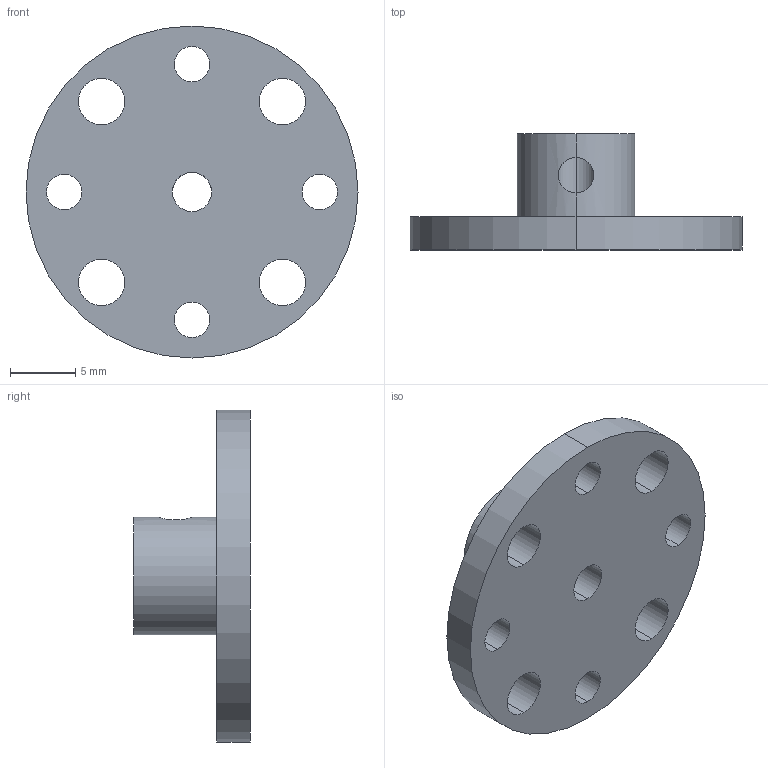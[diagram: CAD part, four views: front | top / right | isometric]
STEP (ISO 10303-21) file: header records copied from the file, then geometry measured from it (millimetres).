
FILE_DESCRIPTION (( 'STEP AP203' ), '1' );
FILE_NAME ('545348.STEP', '2014-07-10T18:20:09', ( 'Kyle' ), ( 'Microsoft' ), 'SwSTEP 2.0', 'SolidWorks 2014', '' );
FILE_SCHEMA (( 'CONFIG_CONTROL_DESIGN' ));
Length unit declared in the file: inch
Products named in the file (1): 545348
Bounding box: 25.39 x 8.89 x 25.39 mm (x, y, z)
Volume: 1450.1 mm3; surface area: 1554.4 mm2
Topology: 1 solids, 1 shells, 27 faces, 78 edges, 52 vertices
Faces by surface type: cylinder 24, plane 3
Entity records: 1123 total; most frequent: CARTESIAN_POINT 262, DIRECTION 170, ORIENTED_EDGE 156, EDGE_CURVE 78, AXIS2_PLACEMENT_3D 72, VERTEX_POINT 52, EDGE_LOOP 46, CIRCLE 44
